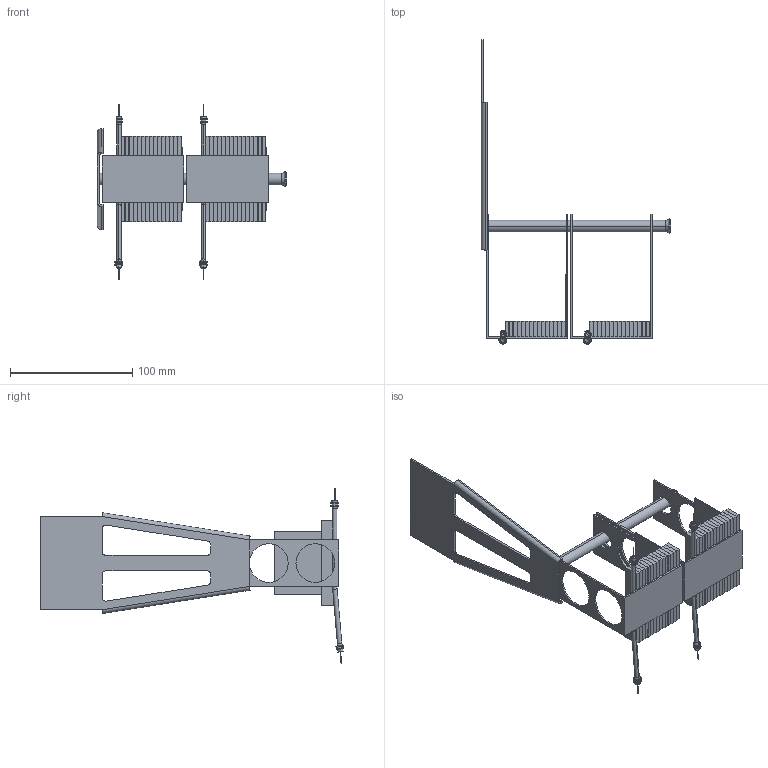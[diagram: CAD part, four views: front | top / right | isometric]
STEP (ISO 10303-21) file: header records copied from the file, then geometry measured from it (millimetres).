
FILE_DESCRIPTION((''),'2;1');
FILE_NAME('CERN_MATL_TEST_ASM','2006-04-04T',('ghiorso'),(''),'PRO/ENGINEER BY PARAMETRIC TECHNOLOGY CORPORATION, 2004190','PRO/ENGINEER BY PARAMETRIC TECHNOLOGY CORPORATION, 2004190','');
FILE_SCHEMA(('CONFIG_CONTROL_DESIGN'));
Length unit declared in the file: inch
Products named in the file (10): TEST_SUPPORT_PLATE; TEST_SUPPORT_ROD; TEST_SUPPORT_CARRIER; CERAMIC_METALIZED_SAMPLE; MATL_SAMPLE_INST1; MATL_SAMPLE_INST2; MATL_SAMPLE_INST3; SHORT_RH_CABLE_SAMPLE; CERN_SAMPLE_PKG_ASM; CERN_MATL_TEST_ASM
Assembly tree (22 placements, depth 3):
  CERN_MATL_TEST_ASM
    TEST_SUPPORT_PLATE
    TEST_SUPPORT_ROD
    CERN_SAMPLE_PKG_ASM  x2
      TEST_SUPPORT_CARRIER
      CERAMIC_METALIZED_SAMPLE
      MATL_SAMPLE_INST1
      MATL_SAMPLE_INST2
      MATL_SAMPLE_INST3
      SHORT_RH_CABLE_SAMPLE
Bounding box: 154.99 x 248.88 x 143.23 mm (x, y, z)
Volume: 126784.1 mm3; surface area: 139861.1 mm2
Topology: 38 solids, 38 shells, 379 faces, 880 edges, 576 vertices
Faces by surface type: plane 287, cylinder 78, torus 8, cone 6
Full cylindrical faces by diameter (mm): 0.508 x4
Entity records: 4718 total; most frequent: DIRECTION 844, CARTESIAN_POINT 803, ORIENTED_EDGE 708, EDGE_CURVE 354, AXIS2_PLACEMENT_3D 303, VECTOR 238, LINE 238, VERTEX_POINT 228
